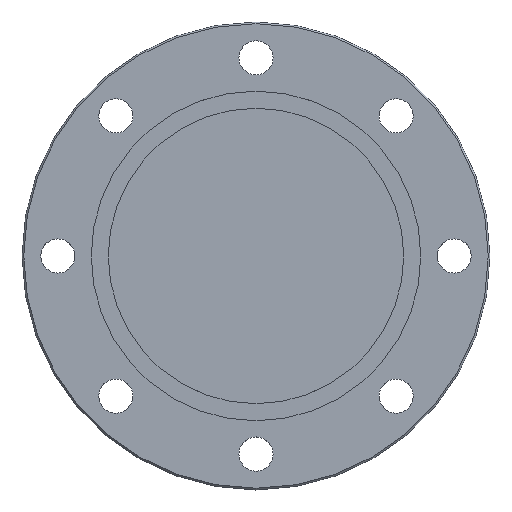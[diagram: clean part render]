
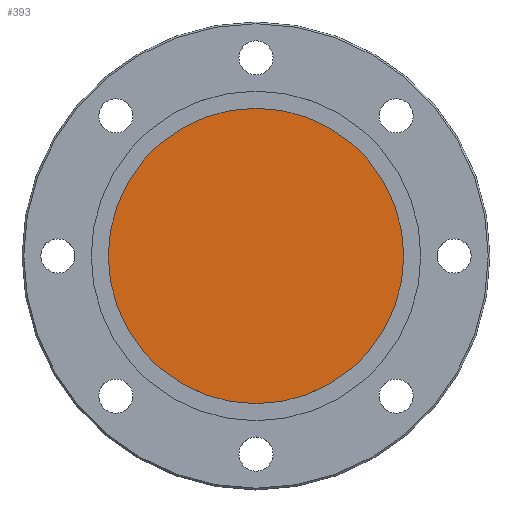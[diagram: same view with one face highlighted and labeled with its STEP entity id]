
A CAD part, top view. The second image highlights one B-rep face of the part: STEP entity #393.
In plain terms, the highlighted planar face has unit normal (0, 0, 1).
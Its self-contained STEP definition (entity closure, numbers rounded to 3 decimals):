
#27 = AXIS2_PLACEMENT_3D ( 'NONE', #930, #679, #530 ) ;
#49 = VERTEX_POINT ( 'NONE', #439 ) ;
#111 = EDGE_CURVE ( 'NONE', #497, #49, #650, .T. ) ;
#124 = PLANE ( 'NONE',  #27 ) ;
#150 = EDGE_LOOP ( 'NONE', ( #427, #421 ) ) ;
#203 = DIRECTION ( 'NONE',  ( 1., 0., 0. ) ) ;
#285 = FACE_OUTER_BOUND ( 'NONE', #150, .T. ) ;
#310 = CARTESIAN_POINT ( 'NONE',  ( 0., 0., 11.5 ) ) ;
#393 = ADVANCED_FACE ( 'NONE', ( #285 ), #124, .F. ) ;
#421 = ORIENTED_EDGE ( 'NONE', *, *, #111, .T. ) ;
#427 = ORIENTED_EDGE ( 'NONE', *, *, #471, .T. ) ;
#439 = CARTESIAN_POINT ( 'NONE',  ( 43.25, 0., 11.5 ) ) ;
#460 = AXIS2_PLACEMENT_3D ( 'NONE', #828, #767, #203 ) ;
#471 = EDGE_CURVE ( 'NONE', #49, #497, #910, .T. ) ;
#497 = VERTEX_POINT ( 'NONE', #687 ) ;
#530 = DIRECTION ( 'NONE',  ( -1., 0., 0. ) ) ;
#650 = CIRCLE ( 'NONE', #798, 43.25 ) ;
#679 = DIRECTION ( 'NONE',  ( 0., 0., -1. ) ) ;
#687 = CARTESIAN_POINT ( 'NONE',  ( -43.25, 0., 11.5 ) ) ;
#767 = DIRECTION ( 'NONE',  ( 0., 0., 1. ) ) ;
#798 = AXIS2_PLACEMENT_3D ( 'NONE', #310, #858, #1016 ) ;
#828 = CARTESIAN_POINT ( 'NONE',  ( 0., 0., 11.5 ) ) ;
#858 = DIRECTION ( 'NONE',  ( 0., 0., 1. ) ) ;
#910 = CIRCLE ( 'NONE', #460, 43.25 ) ;
#930 = CARTESIAN_POINT ( 'NONE',  ( 0., 43.25, 11.5 ) ) ;
#1016 = DIRECTION ( 'NONE',  ( 1., 0., 0. ) ) ;
